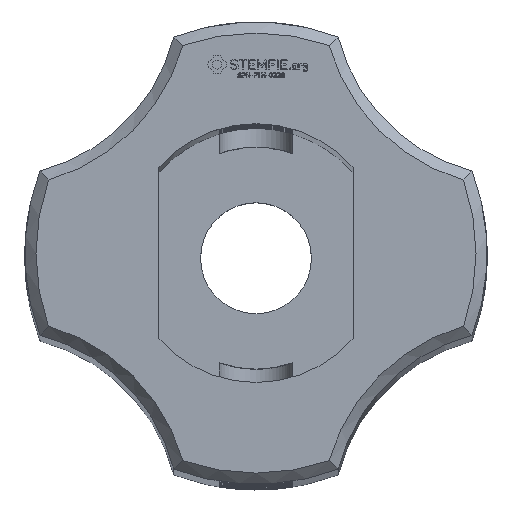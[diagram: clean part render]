
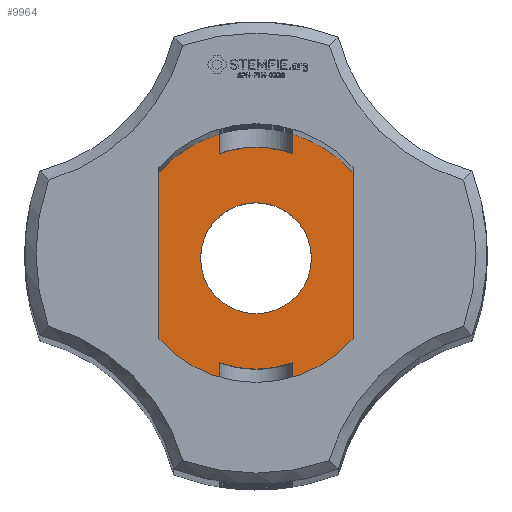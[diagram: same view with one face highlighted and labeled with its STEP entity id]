
A CAD part, top view. The second image highlights one B-rep face of the part: STEP entity #9964.
In plain terms, the highlighted planar face has unit normal (0, 0, 1).
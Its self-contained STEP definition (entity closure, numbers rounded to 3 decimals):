
#2725 = VERTEX_POINT('',#2726);
#2726 = CARTESIAN_POINT('',(2.829,0.998,11.));
#2746 = EDGE_CURVE('',#2747,#2725,#2749,.T.);
#2747 = VERTEX_POINT('',#2748);
#2748 = CARTESIAN_POINT('',(2.625,0.998,11.));
#2749 = LINE('',#2750,#2751);
#2750 = CARTESIAN_POINT('',(93.256,0.998,11.));
#2751 = VECTOR('',#2752,1.);
#2752 = DIRECTION('',(1.,0.,0.));
#2755 = VERTEX_POINT('',#2756);
#2756 = CARTESIAN_POINT('',(2.625,-0.998,11.));
#2763 = EDGE_CURVE('',#2755,#2764,#2766,.T.);
#2764 = VERTEX_POINT('',#2765);
#2765 = CARTESIAN_POINT('',(2.829,-0.998,11.));
#2766 = LINE('',#2767,#2768);
#2767 = CARTESIAN_POINT('',(93.256,-0.998,11.));
#2768 = VECTOR('',#2769,1.);
#2769 = DIRECTION('',(1.,0.,0.));
#9838 = EDGE_CURVE('',#9839,#2747,#9841,.T.);
#9839 = VERTEX_POINT('',#9840);
#9840 = CARTESIAN_POINT('',(2.625,2.315,11.));
#9841 = LINE('',#9842,#9843);
#9842 = CARTESIAN_POINT('',(2.625,2.315,11.));
#9843 = VECTOR('',#9844,1.);
#9844 = DIRECTION('',(0.,-1.,0.));
#9854 = VERTEX_POINT('',#9855);
#9855 = CARTESIAN_POINT('',(2.625,-2.315,11.));
#9861 = EDGE_CURVE('',#2755,#9854,#9862,.T.);
#9862 = LINE('',#9863,#9864);
#9863 = CARTESIAN_POINT('',(2.625,2.315,11.));
#9864 = VECTOR('',#9865,1.);
#9865 = DIRECTION('',(0.,-1.,0.));
#9951 = EDGE_CURVE('',#2725,#2764,#9952,.T.);
#9952 = CIRCLE('',#9953,3.);
#9953 = AXIS2_PLACEMENT_3D('',#9954,#9955,#9956);
#9954 = CARTESIAN_POINT('',(0.,0.,11.));
#9955 = DIRECTION('',(0.,0.,-1.));
#9956 = DIRECTION('',(0.,1.,0.));
#9964 = ADVANCED_FACE('',(#9965,#10106),#10117,.T.);
#9965 = FACE_BOUND('',#9966,.T.);
#9966 = EDGE_LOOP('',(#9967,#9968,#9969,#9970,#9971,#9980,#9988,#9997,
    #10006,#10014,#10023,#10031,#10039,#10048,#10056,#10064,#10073,
    #10081,#10090,#10098,#10105));
#9967 = ORIENTED_EDGE('',*,*,#2763,.T.);
#9968 = ORIENTED_EDGE('',*,*,#9951,.F.);
#9969 = ORIENTED_EDGE('',*,*,#2746,.F.);
#9970 = ORIENTED_EDGE('',*,*,#9838,.F.);
#9971 = ORIENTED_EDGE('',*,*,#9972,.T.);
#9972 = EDGE_CURVE('',#9839,#9973,#9975,.T.);
#9973 = VERTEX_POINT('',#9974);
#9974 = CARTESIAN_POINT('',(0.998,3.355,11.));
#9975 = CIRCLE('',#9976,3.5);
#9976 = AXIS2_PLACEMENT_3D('',#9977,#9978,#9979);
#9977 = CARTESIAN_POINT('',(0.,0.,11.));
#9978 = DIRECTION('',(0.,0.,1.));
#9979 = DIRECTION('',(1.,0.,0.));
#9980 = ORIENTED_EDGE('',*,*,#9981,.T.);
#9981 = EDGE_CURVE('',#9973,#9982,#9984,.T.);
#9982 = VERTEX_POINT('',#9983);
#9983 = CARTESIAN_POINT('',(0.998,2.829,11.));
#9984 = LINE('',#9985,#9986);
#9985 = CARTESIAN_POINT('',(0.998,-93.256,11.));
#9986 = VECTOR('',#9987,1.);
#9987 = DIRECTION('',(0.,-1.,0.));
#9988 = ORIENTED_EDGE('',*,*,#9989,.F.);
#9989 = EDGE_CURVE('',#9990,#9982,#9992,.T.);
#9990 = VERTEX_POINT('',#9991);
#9991 = CARTESIAN_POINT('',(0.,3.,11.));
#9992 = CIRCLE('',#9993,3.);
#9993 = AXIS2_PLACEMENT_3D('',#9994,#9995,#9996);
#9994 = CARTESIAN_POINT('',(0.,0.,11.));
#9995 = DIRECTION('',(0.,0.,-1.));
#9996 = DIRECTION('',(0.,1.,0.));
#9997 = ORIENTED_EDGE('',*,*,#9998,.F.);
#9998 = EDGE_CURVE('',#9999,#9990,#10001,.T.);
#9999 = VERTEX_POINT('',#10000);
#10000 = CARTESIAN_POINT('',(-0.998,2.829,11.));
#10001 = CIRCLE('',#10002,3.);
#10002 = AXIS2_PLACEMENT_3D('',#10003,#10004,#10005);
#10003 = CARTESIAN_POINT('',(0.,0.,11.));
#10004 = DIRECTION('',(0.,0.,-1.));
#10005 = DIRECTION('',(0.,1.,0.));
#10006 = ORIENTED_EDGE('',*,*,#10007,.F.);
#10007 = EDGE_CURVE('',#10008,#9999,#10010,.T.);
#10008 = VERTEX_POINT('',#10009);
#10009 = CARTESIAN_POINT('',(-0.998,3.355,11.));
#10010 = LINE('',#10011,#10012);
#10011 = CARTESIAN_POINT('',(-0.998,-93.256,11.));
#10012 = VECTOR('',#10013,1.);
#10013 = DIRECTION('',(0.,-1.,0.));
#10014 = ORIENTED_EDGE('',*,*,#10015,.T.);
#10015 = EDGE_CURVE('',#10008,#10016,#10018,.T.);
#10016 = VERTEX_POINT('',#10017);
#10017 = CARTESIAN_POINT('',(-2.625,2.315,11.));
#10018 = CIRCLE('',#10019,3.5);
#10019 = AXIS2_PLACEMENT_3D('',#10020,#10021,#10022);
#10020 = CARTESIAN_POINT('',(0.,0.,11.)
  );
#10021 = DIRECTION('',(0.,0.,1.));
#10022 = DIRECTION('',(1.,0.,0.));
#10023 = ORIENTED_EDGE('',*,*,#10024,.T.);
#10024 = EDGE_CURVE('',#10016,#10025,#10027,.T.);
#10025 = VERTEX_POINT('',#10026);
#10026 = CARTESIAN_POINT('',(-2.625,0.998,11.));
#10027 = LINE('',#10028,#10029);
#10028 = CARTESIAN_POINT('',(-2.625,2.315,11.));
#10029 = VECTOR('',#10030,1.);
#10030 = DIRECTION('',(0.,-1.,0.));
#10031 = ORIENTED_EDGE('',*,*,#10032,.F.);
#10032 = EDGE_CURVE('',#10033,#10025,#10035,.T.);
#10033 = VERTEX_POINT('',#10034);
#10034 = CARTESIAN_POINT('',(-2.829,0.998,11.));
#10035 = LINE('',#10036,#10037);
#10036 = CARTESIAN_POINT('',(93.256,0.998,11.));
#10037 = VECTOR('',#10038,1.);
#10038 = DIRECTION('',(1.,0.,0.));
#10039 = ORIENTED_EDGE('',*,*,#10040,.F.);
#10040 = EDGE_CURVE('',#10041,#10033,#10043,.T.);
#10041 = VERTEX_POINT('',#10042);
#10042 = CARTESIAN_POINT('',(-2.829,-0.998,11.));
#10043 = CIRCLE('',#10044,3.);
#10044 = AXIS2_PLACEMENT_3D('',#10045,#10046,#10047);
#10045 = CARTESIAN_POINT('',(0.,0.,11.));
#10046 = DIRECTION('',(0.,0.,-1.));
#10047 = DIRECTION('',(0.,1.,0.));
#10048 = ORIENTED_EDGE('',*,*,#10049,.T.);
#10049 = EDGE_CURVE('',#10041,#10050,#10052,.T.);
#10050 = VERTEX_POINT('',#10051);
#10051 = CARTESIAN_POINT('',(-2.625,-0.998,11.));
#10052 = LINE('',#10053,#10054);
#10053 = CARTESIAN_POINT('',(93.256,-0.998,11.));
#10054 = VECTOR('',#10055,1.);
#10055 = DIRECTION('',(1.,0.,0.));
#10056 = ORIENTED_EDGE('',*,*,#10057,.T.);
#10057 = EDGE_CURVE('',#10050,#10058,#10060,.T.);
#10058 = VERTEX_POINT('',#10059);
#10059 = CARTESIAN_POINT('',(-2.625,-2.315,11.));
#10060 = LINE('',#10061,#10062);
#10061 = CARTESIAN_POINT('',(-2.625,2.315,11.));
#10062 = VECTOR('',#10063,1.);
#10063 = DIRECTION('',(0.,-1.,0.));
#10064 = ORIENTED_EDGE('',*,*,#10065,.T.);
#10065 = EDGE_CURVE('',#10058,#10066,#10068,.T.);
#10066 = VERTEX_POINT('',#10067);
#10067 = CARTESIAN_POINT('',(-0.998,-3.355,11.));
#10068 = CIRCLE('',#10069,3.5);
#10069 = AXIS2_PLACEMENT_3D('',#10070,#10071,#10072);
#10070 = CARTESIAN_POINT('',(0.,0.,11.)
  );
#10071 = DIRECTION('',(0.,0.,1.));
#10072 = DIRECTION('',(1.,0.,0.));
#10073 = ORIENTED_EDGE('',*,*,#10074,.F.);
#10074 = EDGE_CURVE('',#10075,#10066,#10077,.T.);
#10075 = VERTEX_POINT('',#10076);
#10076 = CARTESIAN_POINT('',(-0.998,-2.829,11.));
#10077 = LINE('',#10078,#10079);
#10078 = CARTESIAN_POINT('',(-0.998,-93.256,11.));
#10079 = VECTOR('',#10080,1.);
#10080 = DIRECTION('',(0.,-1.,0.));
#10081 = ORIENTED_EDGE('',*,*,#10082,.F.);
#10082 = EDGE_CURVE('',#10083,#10075,#10085,.T.);
#10083 = VERTEX_POINT('',#10084);
#10084 = CARTESIAN_POINT('',(0.998,-2.829,11.));
#10085 = CIRCLE('',#10086,3.);
#10086 = AXIS2_PLACEMENT_3D('',#10087,#10088,#10089);
#10087 = CARTESIAN_POINT('',(0.,0.,11.));
#10088 = DIRECTION('',(0.,0.,-1.));
#10089 = DIRECTION('',(0.,1.,0.));
#10090 = ORIENTED_EDGE('',*,*,#10091,.T.);
#10091 = EDGE_CURVE('',#10083,#10092,#10094,.T.);
#10092 = VERTEX_POINT('',#10093);
#10093 = CARTESIAN_POINT('',(0.998,-3.355,11.));
#10094 = LINE('',#10095,#10096);
#10095 = CARTESIAN_POINT('',(0.998,-93.256,11.));
#10096 = VECTOR('',#10097,1.);
#10097 = DIRECTION('',(0.,-1.,0.));
#10098 = ORIENTED_EDGE('',*,*,#10099,.T.);
#10099 = EDGE_CURVE('',#10092,#9854,#10100,.T.);
#10100 = CIRCLE('',#10101,3.5);
#10101 = AXIS2_PLACEMENT_3D('',#10102,#10103,#10104);
#10102 = CARTESIAN_POINT('',(0.,0.,11.)
  );
#10103 = DIRECTION('',(0.,0.,1.));
#10104 = DIRECTION('',(1.,0.,0.));
#10105 = ORIENTED_EDGE('',*,*,#9861,.F.);
#10106 = FACE_BOUND('',#10107,.T.);
#10107 = EDGE_LOOP('',(#10108));
#10108 = ORIENTED_EDGE('',*,*,#10109,.T.);
#10109 = EDGE_CURVE('',#10110,#10110,#10112,.T.);
#10110 = VERTEX_POINT('',#10111);
#10111 = CARTESIAN_POINT('',(0.,1.5,11.));
#10112 = CIRCLE('',#10113,1.5);
#10113 = AXIS2_PLACEMENT_3D('',#10114,#10115,#10116);
#10114 = CARTESIAN_POINT('',(0.,0.,11.));
#10115 = DIRECTION('',(0.,0.,-1.));
#10116 = DIRECTION('',(0.,1.,0.));
#10117 = PLANE('',#10118);
#10118 = AXIS2_PLACEMENT_3D('',#10119,#10120,#10121);
#10119 = CARTESIAN_POINT('',(0.,0.001,11.)
  );
#10120 = DIRECTION('',(0.,0.,1.));
#10121 = DIRECTION('',(0.,1.,0.));
